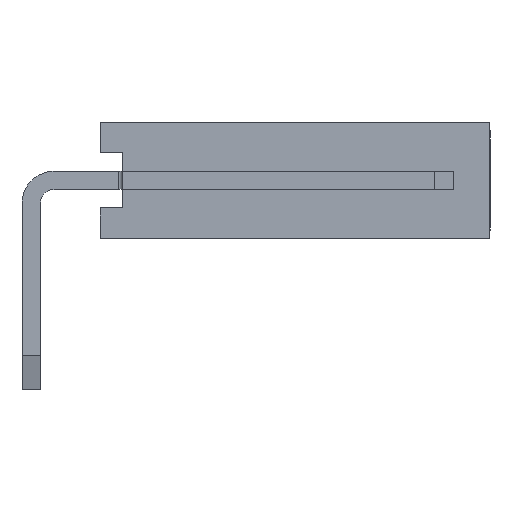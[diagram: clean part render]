
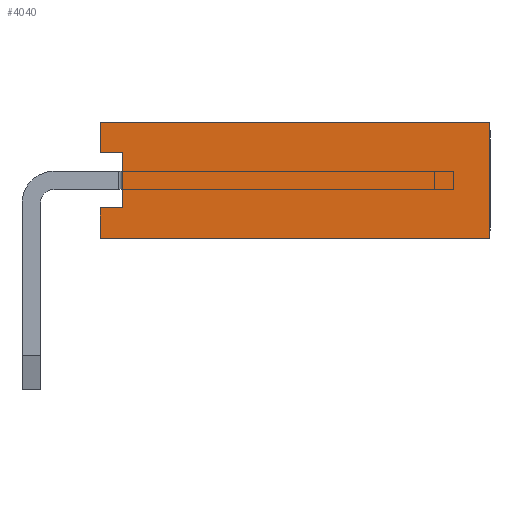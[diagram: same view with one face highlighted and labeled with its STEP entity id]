
A CAD part, left-side view. The second image highlights one B-rep face of the part: STEP entity #4040.
In plain terms, the highlighted planar face has unit normal (-1, 0, 0).
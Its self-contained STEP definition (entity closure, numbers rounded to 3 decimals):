
#4040=ADVANCED_FACE('',(#21584),#21586,.T.);
#21584=FACE_BOUND('',#21585,.T.);
#21585=EDGE_LOOP('',(#35701,#35702,#35703,#35704,#35705,#35706,#35707,#35708));
#21586=PLANE('',#21587);
#21587=AXIS2_PLACEMENT_3D('',#21588,#21589,#21590);
#21588=CARTESIAN_POINT('',(-1.27,-1.5,2.54));
#21589=DIRECTION('',(-1.,0.,0.));
#21590=DIRECTION('',(0.,0.,-1.));
#35701=ORIENTED_EDGE('',*,*,#45861,.T.);
#35702=ORIENTED_EDGE('',*,*,#45862,.T.);
#35703=ORIENTED_EDGE('',*,*,#45863,.T.);
#35704=ORIENTED_EDGE('',*,*,#45864,.F.);
#35705=ORIENTED_EDGE('',*,*,#45865,.F.);
#35706=ORIENTED_EDGE('',*,*,#45866,.T.);
#35707=ORIENTED_EDGE('',*,*,#45867,.T.);
#35708=ORIENTED_EDGE('',*,*,#45169,.T.);
#45169=EDGE_CURVE('',#51745,#51746,#51747,.T.);
#45861=EDGE_CURVE('',#51746,#52721,#52722,.F.);
#45862=EDGE_CURVE('',#52721,#52723,#52724,.T.);
#45863=EDGE_CURVE('',#52723,#52725,#52726,.T.);
#45864=EDGE_CURVE('',#52727,#52725,#52728,.T.);
#45865=EDGE_CURVE('',#52729,#52727,#52730,.T.);
#45866=EDGE_CURVE('',#52729,#52731,#52732,.T.);
#45867=EDGE_CURVE('',#52731,#51745,#52733,.F.);
#51745=VERTEX_POINT('',#63333);
#51746=VERTEX_POINT('',#63334);
#51747=LINE('',#63335,#63336);
#52721=VERTEX_POINT('',#65693);
#52722=LINE('',#65694,#65695);
#52723=VERTEX_POINT('',#65697);
#52724=LINE('',#65698,#65699);
#52725=VERTEX_POINT('',#65701);
#52726=LINE('',#65702,#65703);
#52727=VERTEX_POINT('',#65705);
#52728=LINE('',#65706,#65707);
#52729=VERTEX_POINT('',#65709);
#52730=LINE('',#65710,#65711);
#52731=VERTEX_POINT('',#65713);
#52732=LINE('',#65714,#65715);
#52733=LINE('',#65717,#65718);
#63333=CARTESIAN_POINT('',(-1.27,-2.,1.87));
#63334=CARTESIAN_POINT('',(-1.27,-2.,0.67));
#63335=CARTESIAN_POINT('',(-1.27,-2.,1.87));
#63336=VECTOR('',#63337,1.);
#63337=DIRECTION('',(0.,0.,-1.));
#65693=CARTESIAN_POINT('',(-1.27,-1.5,0.67));
#65694=CARTESIAN_POINT('',(-1.27,-1.5,0.67));
#65695=VECTOR('',#65696,1.);
#65696=DIRECTION('',(0.,-1.,0.));
#65697=CARTESIAN_POINT('',(-1.27,-1.5,0.));
#65698=CARTESIAN_POINT('',(-1.27,-1.5,0.67));
#65699=VECTOR('',#65700,1.);
#65700=DIRECTION('',(0.,0.,-1.));
#65701=CARTESIAN_POINT('',(-1.27,-10.,0.));
#65702=CARTESIAN_POINT('',(-1.27,-1.5,0.));
#65703=VECTOR('',#65704,1.);
#65704=DIRECTION('',(0.,-1.,0.));
#65705=CARTESIAN_POINT('',(-1.27,-10.,2.54));
#65706=CARTESIAN_POINT('',(-1.27,-10.,2.54));
#65707=VECTOR('',#65708,1.);
#65708=DIRECTION('',(0.,0.,-1.));
#65709=CARTESIAN_POINT('',(-1.27,-1.5,2.54));
#65710=CARTESIAN_POINT('',(-1.27,-1.5,2.54));
#65711=VECTOR('',#65712,1.);
#65712=DIRECTION('',(0.,-1.,0.));
#65713=CARTESIAN_POINT('',(-1.27,-1.5,1.87));
#65714=CARTESIAN_POINT('',(-1.27,-1.5,2.54));
#65715=VECTOR('',#65716,1.);
#65716=DIRECTION('',(0.,0.,-1.));
#65717=CARTESIAN_POINT('',(-1.27,-2.,1.87));
#65718=VECTOR('',#65719,1.);
#65719=DIRECTION('',(0.,1.,0.));
